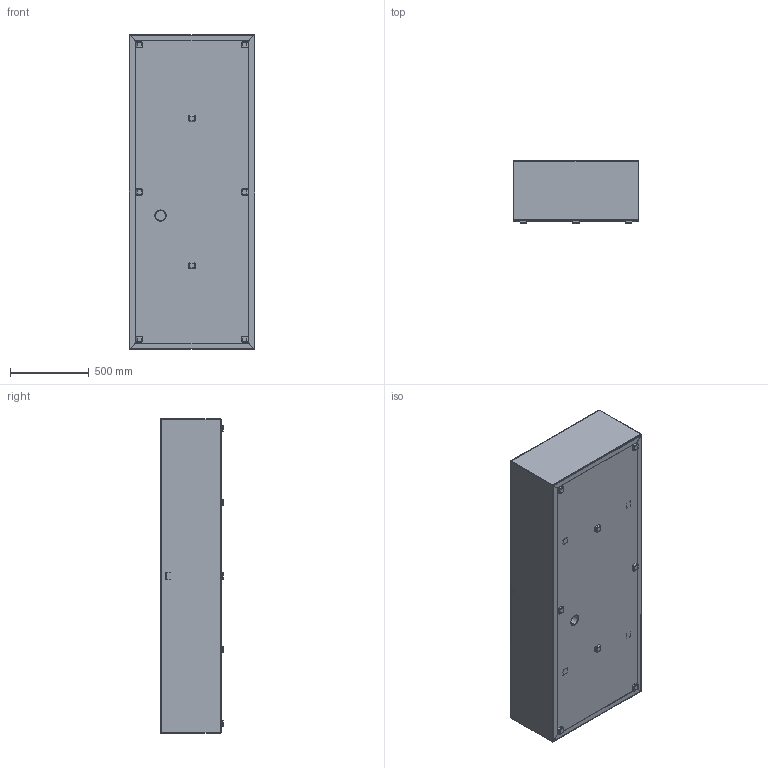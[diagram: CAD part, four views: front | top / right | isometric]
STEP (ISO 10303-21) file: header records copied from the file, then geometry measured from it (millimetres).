
FILE_DESCRIPTION (( 'STEP AP203' ), '1' );
FILE_NAME ('AB5-.STEP', '2022-05-16T12:41:43', ( '' ), ( '' ), 'SwSTEP 2.0', 'SolidWorks 2021', '' );
FILE_SCHEMA (( 'CONFIG_CONTROL_DESIGN' ));
Length unit declared in the file: millimetre
Products named in the file (17): AB5-pipe cover; AB5-Pos; AB5-Bottom 1; AB5-Ring top; AB5.-Top reinf.; AB5-Side; AB5-Side 2; AB5-support4; AB5-Feet; AB5-Cover; AB5-Strip; AB5-; AB5-pipe; AB5-Reinforcement; AB5-Feet NH; AB5-Base
Assembly tree (36 placements, depth 3):
  AB5-
    AB5-Base
      AB5-Side  x2
      AB5-pipe
      AB5-Feet  x4
      AB5-Side 2  x2
      AB5-Bottom 1
      AB5-Reinforcement
      AB5-Feet NH  x4
      AB5-support4  x4
      AB5-Strip  x4
      AB5-Pos  x4
    AB5-Cover
      AB5-Cover
      AB5-pipe cover  x2
      AB5-Ring top  x2
      AB5.-Top reinf.  x2
Bounding box: 800 x 400 x 2000 mm (x, y, z)
Volume: 18072317 mm3; surface area: 12149507.9 mm2
Topology: 34 solids, 34 shells, 970 faces, 2210 edges, 1308 vertices
Faces by surface type: plane 616, cylinder 242, bspline 112
Entity records: 14711 total; most frequent: CARTESIAN_POINT 4377, ORIENTED_EDGE 1652, DIRECTION 1570, EDGE_CURVE 826, LINE 616, VECTOR 616, VERTEX_POINT 484, AXIS2_PLACEMENT_3D 477
